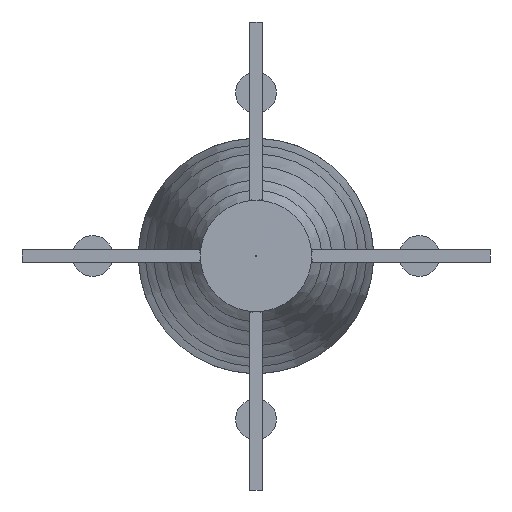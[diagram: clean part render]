
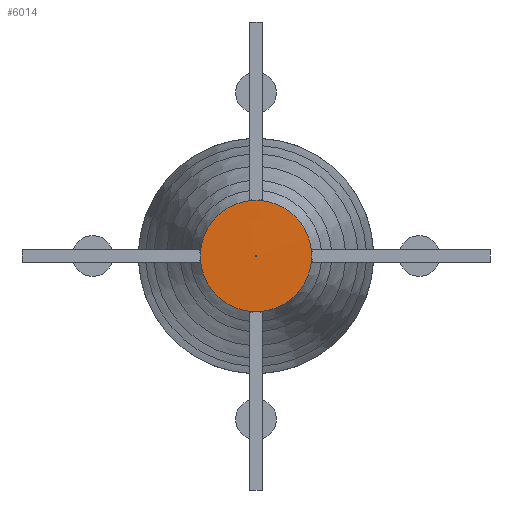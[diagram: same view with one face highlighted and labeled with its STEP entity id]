
A CAD part, front view. The second image highlights one B-rep face of the part: STEP entity #6014.
In plain terms, the highlighted conical face has half-angle 89.833 degrees and reference radius 5.46 mm.
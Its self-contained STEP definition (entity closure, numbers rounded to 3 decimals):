
#1618 = CONICAL_SURFACE('',#1619,6.429,0.377);
#1619 = AXIS2_PLACEMENT_3D('',#1620,#1621,#1622);
#1620 = CARTESIAN_POINT('',(0.,-67.22,0.));
#1621 = DIRECTION('',(0.,1.,0.));
#1622 = DIRECTION('',(-1.,0.,0.));
#2441 = CONICAL_SURFACE('',#2442,6.429,0.377);
#2442 = AXIS2_PLACEMENT_3D('',#2443,#2444,#2445);
#2443 = CARTESIAN_POINT('',(0.,-67.22,0.));
#2444 = DIRECTION('',(0.,1.,0.));
#2445 = DIRECTION('',(-1.,0.,0.));
#3259 = CONICAL_SURFACE('',#3260,6.429,0.377);
#3260 = AXIS2_PLACEMENT_3D('',#3261,#3262,#3263);
#3261 = CARTESIAN_POINT('',(0.,-67.22,0.));
#3262 = DIRECTION('',(0.,1.,0.));
#3263 = DIRECTION('',(-1.,0.,0.));
#4077 = CONICAL_SURFACE('',#4078,6.429,0.377);
#4078 = AXIS2_PLACEMENT_3D('',#4079,#4080,#4081);
#4079 = CARTESIAN_POINT('',(0.,-67.22,0.));
#4080 = DIRECTION('',(0.,1.,0.));
#4081 = DIRECTION('',(-1.,0.,0.));
#4655 = VERTEX_POINT('',#4656);
#4656 = CARTESIAN_POINT('',(-5.46,-69.672,0.));
#4760 = VERTEX_POINT('',#4761);
#4761 = CARTESIAN_POINT('',(0.,-69.672,
    5.46));
#4789 = EDGE_CURVE('',#4655,#4760,#4790,.T.);
#4790 = SURFACE_CURVE('',#4791,(#4796,#4803),.PCURVE_S1.);
#4791 = CIRCLE('',#4792,5.46);
#4792 = AXIS2_PLACEMENT_3D('',#4793,#4794,#4795);
#4793 = CARTESIAN_POINT('',(0.,-69.672,0.));
#4794 = DIRECTION('',(0.,1.,0.));
#4795 = DIRECTION('',(-1.,0.,0.));
#4796 = PCURVE('',#1618,#4797);
#4797 = DEFINITIONAL_REPRESENTATION('',(#4798),#4802);
#4798 = LINE('',#4799,#4800);
#4799 = CARTESIAN_POINT('',(0.,-2.452));
#4800 = VECTOR('',#4801,1.);
#4801 = DIRECTION('',(1.,0.));
#4802 = ( GEOMETRIC_REPRESENTATION_CONTEXT(2) 
PARAMETRIC_REPRESENTATION_CONTEXT() REPRESENTATION_CONTEXT('2D SPACE',''
  ) );
#4803 = PCURVE('',#4804,#4809);
#4804 = CONICAL_SURFACE('',#4805,5.46,1.568);
#4805 = AXIS2_PLACEMENT_3D('',#4806,#4807,#4808);
#4806 = CARTESIAN_POINT('',(0.,-69.672,0.));
#4807 = DIRECTION('',(0.,1.,0.));
#4808 = DIRECTION('',(-1.,0.,0.));
#4809 = DEFINITIONAL_REPRESENTATION('',(#4810),#4814);
#4810 = LINE('',#4811,#4812);
#4811 = CARTESIAN_POINT('',(0.,0.));
#4812 = VECTOR('',#4813,1.);
#4813 = DIRECTION('',(1.,0.));
#4814 = ( GEOMETRIC_REPRESENTATION_CONTEXT(2) 
PARAMETRIC_REPRESENTATION_CONTEXT() REPRESENTATION_CONTEXT('2D SPACE',''
  ) );
#5088 = VERTEX_POINT('',#5089);
#5089 = CARTESIAN_POINT('',(5.46,-69.672,
    0.));
#5117 = EDGE_CURVE('',#4760,#5088,#5118,.T.);
#5118 = SURFACE_CURVE('',#5119,(#5124,#5131),.PCURVE_S1.);
#5119 = CIRCLE('',#5120,5.46);
#5120 = AXIS2_PLACEMENT_3D('',#5121,#5122,#5123);
#5121 = CARTESIAN_POINT('',(0.,-69.672,0.));
#5122 = DIRECTION('',(0.,1.,0.));
#5123 = DIRECTION('',(-1.,0.,0.));
#5124 = PCURVE('',#2441,#5125);
#5125 = DEFINITIONAL_REPRESENTATION('',(#5126),#5130);
#5126 = LINE('',#5127,#5128);
#5127 = CARTESIAN_POINT('',(0.,-2.452));
#5128 = VECTOR('',#5129,1.);
#5129 = DIRECTION('',(1.,0.));
#5130 = ( GEOMETRIC_REPRESENTATION_CONTEXT(2) 
PARAMETRIC_REPRESENTATION_CONTEXT() REPRESENTATION_CONTEXT('2D SPACE',''
  ) );
#5131 = PCURVE('',#4804,#5132);
#5132 = DEFINITIONAL_REPRESENTATION('',(#5133),#5137);
#5133 = LINE('',#5134,#5135);
#5134 = CARTESIAN_POINT('',(0.,0.));
#5135 = VECTOR('',#5136,1.);
#5136 = DIRECTION('',(1.,0.));
#5137 = ( GEOMETRIC_REPRESENTATION_CONTEXT(2) 
PARAMETRIC_REPRESENTATION_CONTEXT() REPRESENTATION_CONTEXT('2D SPACE',''
  ) );
#5458 = VERTEX_POINT('',#5459);
#5459 = CARTESIAN_POINT('',(0.,-69.672,-5.46));
#5487 = EDGE_CURVE('',#5088,#5458,#5488,.T.);
#5488 = SURFACE_CURVE('',#5489,(#5494,#5501),.PCURVE_S1.);
#5489 = CIRCLE('',#5490,5.46);
#5490 = AXIS2_PLACEMENT_3D('',#5491,#5492,#5493);
#5491 = CARTESIAN_POINT('',(0.,-69.672,0.));
#5492 = DIRECTION('',(0.,1.,0.));
#5493 = DIRECTION('',(-1.,0.,0.));
#5494 = PCURVE('',#3259,#5495);
#5495 = DEFINITIONAL_REPRESENTATION('',(#5496),#5500);
#5496 = LINE('',#5497,#5498);
#5497 = CARTESIAN_POINT('',(0.,-2.452));
#5498 = VECTOR('',#5499,1.);
#5499 = DIRECTION('',(1.,0.));
#5500 = ( GEOMETRIC_REPRESENTATION_CONTEXT(2) 
PARAMETRIC_REPRESENTATION_CONTEXT() REPRESENTATION_CONTEXT('2D SPACE',''
  ) );
#5501 = PCURVE('',#4804,#5502);
#5502 = DEFINITIONAL_REPRESENTATION('',(#5503),#5507);
#5503 = LINE('',#5504,#5505);
#5504 = CARTESIAN_POINT('',(0.,0.));
#5505 = VECTOR('',#5506,1.);
#5506 = DIRECTION('',(1.,0.));
#5507 = ( GEOMETRIC_REPRESENTATION_CONTEXT(2) 
PARAMETRIC_REPRESENTATION_CONTEXT() REPRESENTATION_CONTEXT('2D SPACE',''
  ) );
#5832 = EDGE_CURVE('',#5458,#4655,#5833,.T.);
#5833 = SURFACE_CURVE('',#5834,(#5839,#5846),.PCURVE_S1.);
#5834 = CIRCLE('',#5835,5.46);
#5835 = AXIS2_PLACEMENT_3D('',#5836,#5837,#5838);
#5836 = CARTESIAN_POINT('',(0.,-69.672,0.));
#5837 = DIRECTION('',(0.,1.,0.));
#5838 = DIRECTION('',(-1.,0.,0.));
#5839 = PCURVE('',#4077,#5840);
#5840 = DEFINITIONAL_REPRESENTATION('',(#5841),#5845);
#5841 = LINE('',#5842,#5843);
#5842 = CARTESIAN_POINT('',(0.,-2.452));
#5843 = VECTOR('',#5844,1.);
#5844 = DIRECTION('',(1.,0.));
#5845 = ( GEOMETRIC_REPRESENTATION_CONTEXT(2) 
PARAMETRIC_REPRESENTATION_CONTEXT() REPRESENTATION_CONTEXT('2D SPACE',''
  ) );
#5846 = PCURVE('',#4804,#5847);
#5847 = DEFINITIONAL_REPRESENTATION('',(#5848),#5852);
#5848 = LINE('',#5849,#5850);
#5849 = CARTESIAN_POINT('',(0.,0.));
#5850 = VECTOR('',#5851,1.);
#5851 = DIRECTION('',(1.,0.));
#5852 = ( GEOMETRIC_REPRESENTATION_CONTEXT(2) 
PARAMETRIC_REPRESENTATION_CONTEXT() REPRESENTATION_CONTEXT('2D SPACE',''
  ) );
#6014 = ADVANCED_FACE('',(#6015),#4804,.T.);
#6015 = FACE_BOUND('',#6016,.F.);
#6016 = EDGE_LOOP('',(#6017,#6018,#6019,#6042,#6043,#6044));
#6017 = ORIENTED_EDGE('',*,*,#5487,.T.);
#6018 = ORIENTED_EDGE('',*,*,#5832,.T.);
#6019 = ORIENTED_EDGE('',*,*,#6020,.T.);
#6020 = EDGE_CURVE('',#4655,#6021,#6023,.T.);
#6021 = VERTEX_POINT('',#6022);
#6022 = CARTESIAN_POINT('',(0.,-69.688,0.));
#6023 = SEAM_CURVE('',#6024,(#6028,#6035),.PCURVE_S1.);
#6024 = LINE('',#6025,#6026);
#6025 = CARTESIAN_POINT('',(-5.46,-69.672,0.));
#6026 = VECTOR('',#6027,1.);
#6027 = DIRECTION('',(1.,-0.003,0.));
#6028 = PCURVE('',#4804,#6029);
#6029 = DEFINITIONAL_REPRESENTATION('',(#6030),#6034);
#6030 = LINE('',#6031,#6032);
#6031 = CARTESIAN_POINT('',(0.,0.));
#6032 = VECTOR('',#6033,1.);
#6033 = DIRECTION('',(0.,-1.));
#6034 = ( GEOMETRIC_REPRESENTATION_CONTEXT(2) 
PARAMETRIC_REPRESENTATION_CONTEXT() REPRESENTATION_CONTEXT('2D SPACE',''
  ) );
#6035 = PCURVE('',#4804,#6036);
#6036 = DEFINITIONAL_REPRESENTATION('',(#6037),#6041);
#6037 = LINE('',#6038,#6039);
#6038 = CARTESIAN_POINT('',(6.283,0.));
#6039 = VECTOR('',#6040,1.);
#6040 = DIRECTION('',(0.,-1.));
#6041 = ( GEOMETRIC_REPRESENTATION_CONTEXT(2) 
PARAMETRIC_REPRESENTATION_CONTEXT() REPRESENTATION_CONTEXT('2D SPACE',''
  ) );
#6042 = ORIENTED_EDGE('',*,*,#6020,.F.);
#6043 = ORIENTED_EDGE('',*,*,#4789,.T.);
#6044 = ORIENTED_EDGE('',*,*,#5117,.T.);
